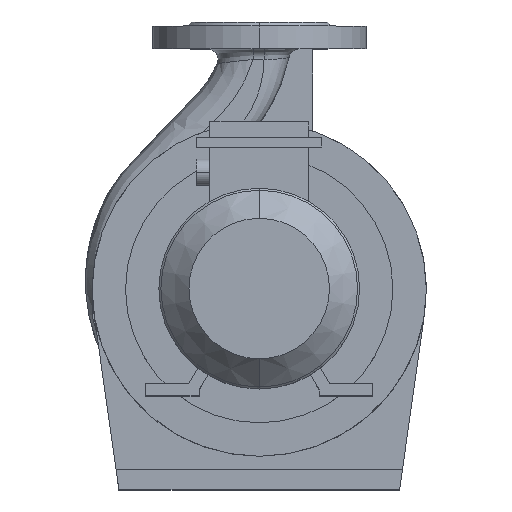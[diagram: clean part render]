
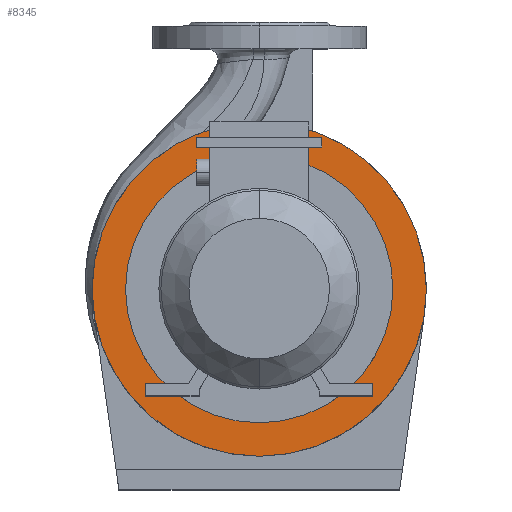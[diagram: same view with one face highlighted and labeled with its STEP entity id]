
A CAD part, top view. The second image highlights one B-rep face of the part: STEP entity #8345.
In plain terms, the highlighted planar face has unit normal (0, 0, 1).
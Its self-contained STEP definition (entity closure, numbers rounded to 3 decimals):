
#1049 = DIRECTION ( 'NONE',  ( 0., 1., 0. ) ) ;
#1050 = DIRECTION ( 'NONE',  ( 0., 0., -1. ) ) ;
#1051 = CARTESIAN_POINT ( 'NONE',  ( 0., 0., 154. ) ) ;
#1286 = EDGE_LOOP ( 'NONE', ( #13379, #13378 ) ) ;
#2747 = FACE_OUTER_BOUND ( 'NONE', #1286, .T. ) ;
#3262 = CARTESIAN_POINT ( 'NONE',  ( 0., -125., 154. ) ) ;
#3265 = CARTESIAN_POINT ( 'NONE',  ( 0., 125., 154. ) ) ;
#4329 = EDGE_CURVE ( 'NONE', #9949, #9952, #9250, .T. ) ;
#5727 = CARTESIAN_POINT ( 'NONE',  ( 0., 0., 154. ) ) ;
#5728 = DIRECTION ( 'NONE',  ( 0., 0., -1. ) ) ;
#5729 = DIRECTION ( 'NONE',  ( 0., 1., 0. ) ) ;
#6293 = AXIS2_PLACEMENT_3D ( 'NONE', #5727, #5728, #5729 ) ;
#6478 = AXIS2_PLACEMENT_3D ( 'NONE', #1051, #1050, #1049 ) ;
#6532 = EDGE_CURVE ( 'NONE', #9952, #9949, #9083, .T. ) ;
#8345 = ADVANCED_FACE ( 'NONE', ( #2747 ), #13033, .T. ) ;
#9083 = CIRCLE ( 'NONE', #6293, 125. ) ;
#9250 = CIRCLE ( 'NONE', #6478, 125. ) ;
#9731 = AXIS2_PLACEMENT_3D ( 'NONE', #13041, #13042, #13043 ) ;
#9949 = VERTEX_POINT ( 'NONE', #3262 ) ;
#9952 = VERTEX_POINT ( 'NONE', #3265 ) ;
#13033 = PLANE ( 'NONE',  #9731 ) ;
#13041 = CARTESIAN_POINT ( 'NONE',  ( 0., 125., 154. ) ) ;
#13042 = DIRECTION ( 'NONE',  ( 0., 0., 1. ) ) ;
#13043 = DIRECTION ( 'NONE',  ( 0., -1., 0. ) ) ;
#13378 = ORIENTED_EDGE ( 'NONE', *, *, #4329, .F. ) ;
#13379 = ORIENTED_EDGE ( 'NONE', *, *, #6532, .F. ) ;
